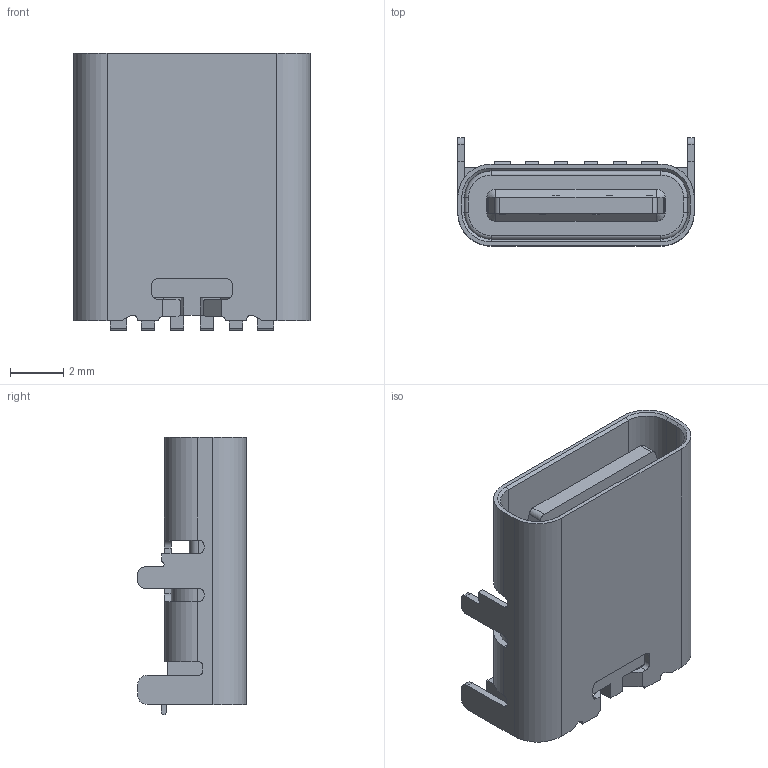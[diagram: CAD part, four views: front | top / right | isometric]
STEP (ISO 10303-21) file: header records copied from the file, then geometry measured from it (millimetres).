
FILE_DESCRIPTION (( 'STEP AP214' ), '1' );
FILE_NAME ('TYPE-C6P啣奻10.0傖こ.STEP', '2024-05-22T08:34:35', ( '' ), ( '' ), 'SwSTEP 2.0', 'SolidWorks 2016', '' );
FILE_SCHEMA (( 'AUTOMOTIVE_DESIGN' ));
Length unit declared in the file: millimetre
Products named in the file (1): TYPE-C6P啣奻10.0傖こ
Bounding box: 8.85 x 4.06 x 10.38 mm (x, y, z)
Volume: 164 mm3; surface area: 612.9 mm2
Topology: 2 solids, 2 shells, 322 faces, 908 edges, 592 vertices
Faces by surface type: plane 228, cylinder 82, cone 8, torus 4
Entity records: 13949 total; most frequent: CARTESIAN_POINT 1889, ORIENTED_EDGE 1816, DIRECTION 1720, EDGE_CURVE 908, VECTOR 722, LINE 722, VERTEX_POINT 592, AXIS2_PLACEMENT_3D 499
